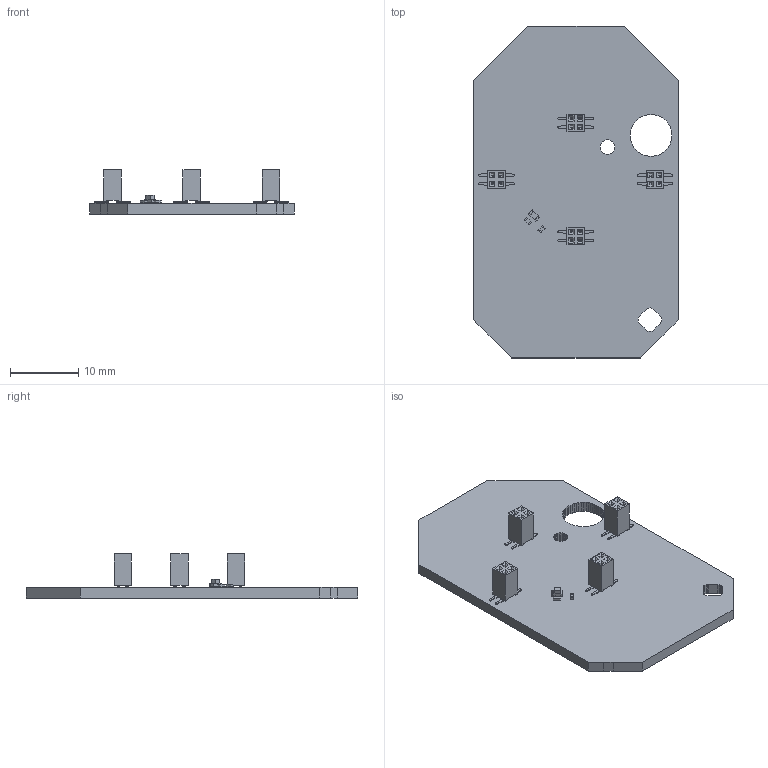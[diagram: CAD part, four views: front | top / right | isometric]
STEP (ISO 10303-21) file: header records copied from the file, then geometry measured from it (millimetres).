
FILE_DESCRIPTION(('KiCad electronic assembly'),'2;1');
FILE_NAME('V3_bottomPlate.step','2023-11-04T18:16:12',('Pcbnew'),( 'Kicad'),'Open CASCADE STEP processor 7.6','KiCad to STEP converter' ,'Unknown');
FILE_SCHEMA(('AUTOMOTIVE_DESIGN { 1 0 10303 214 1 1 1 1 }'));
Length unit declared in the file: millimetre
Products named in the file (8): V3_bottomPlate 1; PinSocket_2x02_P1.27mm_Vertical_SMD; SOLID; R_0402_1005Metric; LED_0603_1608Metric; _autosave-USB_duck_v3_POC_FACEPLATES PCB
Assembly tree (11 placements, depth 3):
  V3_bottomPlate 1
    PinSocket_2x02_P1.27mm_Vertical_SMD  x4
      SOLID
    R_0402_1005Metric  x2
      SOLID
    LED_0603_1608Metric
      SOLID
    _autosave-USB_duck_v3_POC_FACEPLATES PCB
Bounding box: 30.01 x 48.63 x 6.47 mm (x, y, z)
Volume: 2226.7 mm3; surface area: 3325.8 mm2
Topology: 8 solids, 8 shells, 836 faces, 2169 edges, 1398 vertices
Faces by surface type: plane 764, cylinder 72
Entity records: 25634 total; most frequent: CARTESIAN_POINT 4165, DIRECTION 3685, LINE 2805, VECTOR 2805, ORIENTED_EDGE 1946, PCURVE 1946, DEFINITIONAL_REPRESENTATION 1946, EDGE_CURVE 973
